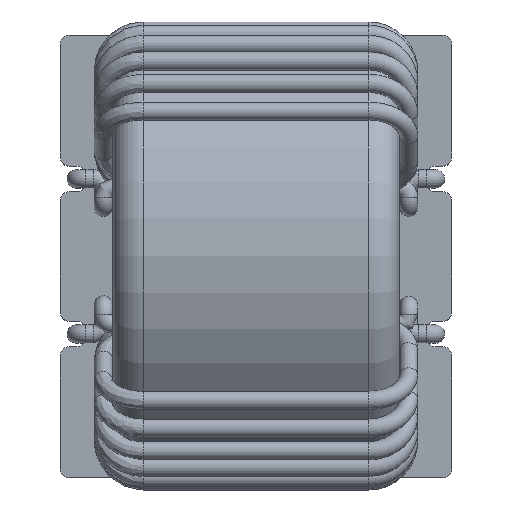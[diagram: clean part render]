
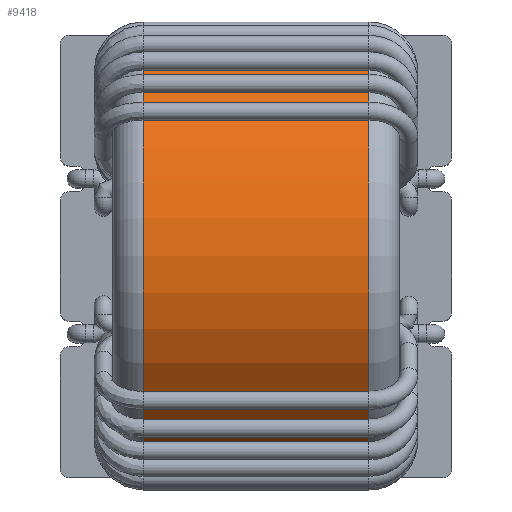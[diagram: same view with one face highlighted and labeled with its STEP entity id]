
A CAD part, top view. The second image highlights one B-rep face of the part: STEP entity #9418.
In plain terms, the highlighted cylindrical face has radius 7.15 mm (diameter 14.3 mm), a full revolution.
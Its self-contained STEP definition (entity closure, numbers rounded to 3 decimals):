
#9347 = VERTEX_POINT('',#9348);
#9348 = CARTESIAN_POINT('',(6.25,-3.831,20.));
#9358 = EDGE_CURVE('',#9347,#9347,#9359,.T.);
#9359 = CIRCLE('',#9360,7.15);
#9360 = AXIS2_PLACEMENT_3D('',#9361,#9362,#9363);
#9361 = CARTESIAN_POINT('',(6.25,-3.831,12.85));
#9362 = DIRECTION('',(-1.,0.,0.));
#9363 = DIRECTION('',(0.,0.,1.));
#9418 = ADVANCED_FACE('',(#9419),#9437,.T.);
#9419 = FACE_BOUND('',#9420,.T.);
#9420 = EDGE_LOOP('',(#9421,#9422,#9429,#9436));
#9421 = ORIENTED_EDGE('',*,*,#9358,.T.);
#9422 = ORIENTED_EDGE('',*,*,#9423,.F.);
#9423 = EDGE_CURVE('',#9424,#9347,#9426,.T.);
#9424 = VERTEX_POINT('',#9425);
#9425 = CARTESIAN_POINT('',(-1.25,-3.831,20.));
#9426 = B_SPLINE_CURVE_WITH_KNOTS('',1,(#9427,#9428),.UNSPECIFIED.,.F.,
  .F.,(2,2),(-8.5,-1.),.PIECEWISE_BEZIER_KNOTS.);
#9427 = CARTESIAN_POINT('',(-1.25,-3.831,20.));
#9428 = CARTESIAN_POINT('',(6.25,-3.831,20.));
#9429 = ORIENTED_EDGE('',*,*,#9430,.F.);
#9430 = EDGE_CURVE('',#9424,#9424,#9431,.T.);
#9431 = CIRCLE('',#9432,7.15);
#9432 = AXIS2_PLACEMENT_3D('',#9433,#9434,#9435);
#9433 = CARTESIAN_POINT('',(-1.25,-3.831,12.85));
#9434 = DIRECTION('',(-1.,0.,0.));
#9435 = DIRECTION('',(0.,0.,1.));
#9436 = ORIENTED_EDGE('',*,*,#9423,.T.);
#9437 = CYLINDRICAL_SURFACE('',#9438,7.15);
#9438 = AXIS2_PLACEMENT_3D('',#9439,#9440,#9441);
#9439 = CARTESIAN_POINT('',(7.25,-3.831,12.85));
#9440 = DIRECTION('',(1.,0.,0.));
#9441 = DIRECTION('',(0.,0.,1.));
